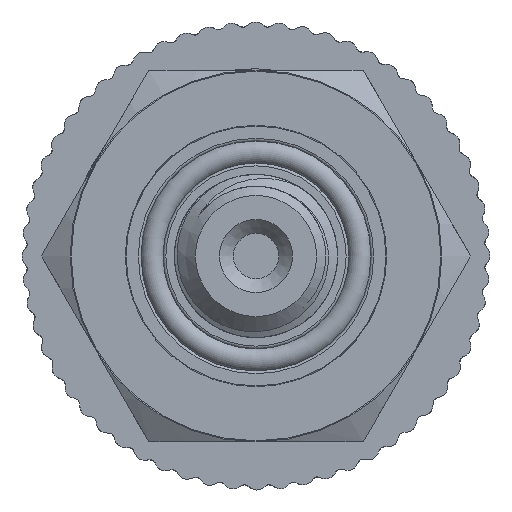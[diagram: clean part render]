
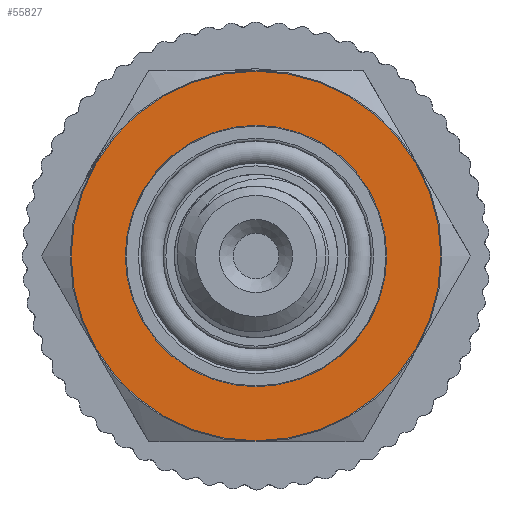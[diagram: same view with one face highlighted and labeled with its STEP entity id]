
A CAD part, left-side view. The second image highlights one B-rep face of the part: STEP entity #55827.
In plain terms, the highlighted planar face has unit normal (-1, 0, 0).
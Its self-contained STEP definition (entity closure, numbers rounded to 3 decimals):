
#5383=PLANE('',#59224);
#7533=FACE_BOUND('',#11804,.T.);
#8256=FACE_OUTER_BOUND('',#11803,.T.);
#11803=EDGE_LOOP('',(#38744));
#11804=EDGE_LOOP('',(#38745));
#15461=CIRCLE('',#59225,13.425);
#15462=CIRCLE('',#59226,9.5);
#22866=VERTEX_POINT('',#94381);
#22867=VERTEX_POINT('',#94383);
#28993=EDGE_CURVE('',#22866,#22866,#15461,.T.);
#28994=EDGE_CURVE('',#22867,#22867,#15462,.T.);
#38744=ORIENTED_EDGE('',*,*,#28993,.F.);
#38745=ORIENTED_EDGE('',*,*,#28994,.T.);
#55827=ADVANCED_FACE('',(#8256,#7533),#5383,.F.);
#59224=AXIS2_PLACEMENT_3D('',#94380,#67380,#67381);
#59225=AXIS2_PLACEMENT_3D('',#94382,#67382,#67383);
#59226=AXIS2_PLACEMENT_3D('',#94384,#67384,#67385);
#67380=DIRECTION('center_axis',(1.,0.,0.));
#67381=DIRECTION('ref_axis',(0.,0.,-1.));
#67382=DIRECTION('center_axis',(1.,0.,0.));
#67383=DIRECTION('ref_axis',(0.,1.,0.));
#67384=DIRECTION('center_axis',(1.,0.,0.));
#67385=DIRECTION('ref_axis',(0.,0.,-1.));
#94380=CARTESIAN_POINT('Origin',(-48.,9.5,0.));
#94381=CARTESIAN_POINT('',(-48.,-13.425,0.));
#94382=CARTESIAN_POINT('Origin',(-48.,0.,0.));
#94383=CARTESIAN_POINT('',(-48.,-9.5,0.));
#94384=CARTESIAN_POINT('Origin',(-48.,0.,0.));
